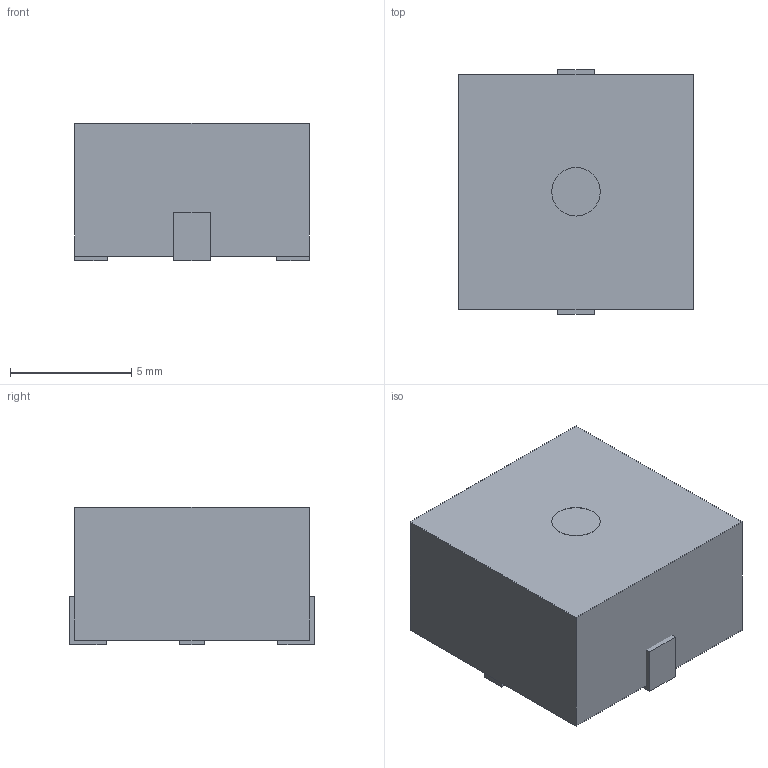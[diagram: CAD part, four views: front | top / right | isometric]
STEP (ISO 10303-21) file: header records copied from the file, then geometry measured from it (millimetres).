
FILE_DESCRIPTION(('FreeCAD Model'),'2;1');
FILE_NAME('11522838.1.2.stp','2022-01-27T07:12:03',( 'Author'),(''),'Open CASCADE STEP processor 6.9','FreeCAD','Unknown' );
FILE_SCHEMA(('AUTOMOTIVE_DESIGN { 1 0 10303 214 1 1 1 1 }'));
Length unit declared in the file: millimetre
Products named in the file (4): ASSEMBLY; solidBody; solidLead; solidhole
Assembly tree (3 placements, depth 2):
  ASSEMBLY
    solidBody
    solidLead
    solidhole
Bounding box: 9.7 x 10.1 x 5.7 mm (x, y, z)
Volume: 526.1 mm3; surface area: 442.4 mm2
Topology: 4 solids, 4 shells, 32 faces, 68 edges, 44 vertices
Faces by surface type: plane 30, cylinder 2
Entity records: 1828 total; most frequent: CARTESIAN_POINT 284, DIRECTION 280, LINE 196, VECTOR 196, ORIENTED_EDGE 136, PCURVE 136, DEFINITIONAL_REPRESENTATION 136, EDGE_CURVE 68
